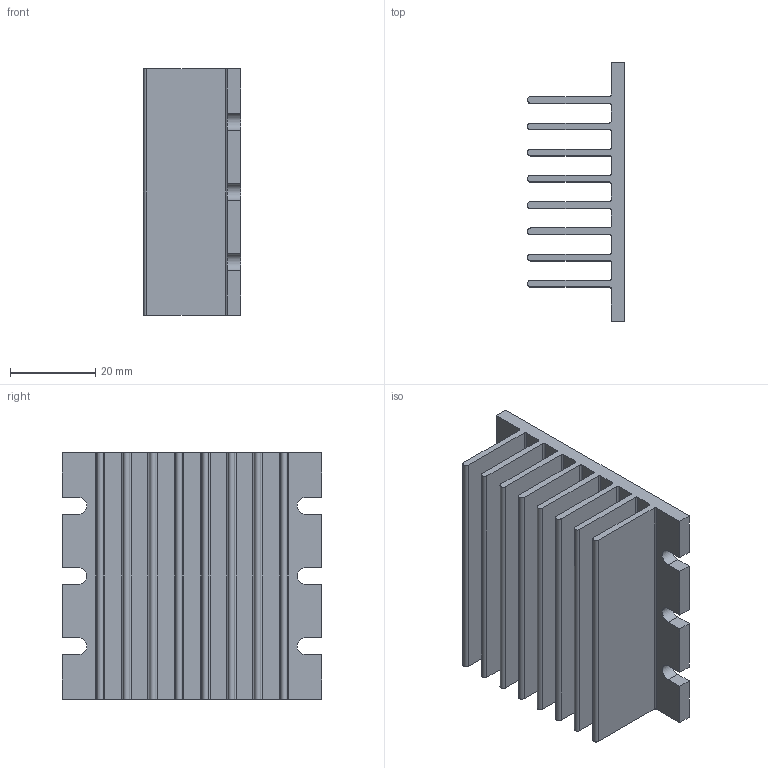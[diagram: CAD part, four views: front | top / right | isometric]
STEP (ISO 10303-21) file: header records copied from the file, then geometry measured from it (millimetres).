
FILE_DESCRIPTION (( 'STEP AP214' ), '1' );
FILE_NAME ('30191r3.STEP', '2011-06-30T14:54:27', ( 'Vicor User' ), ( 'Microsoft' ), 'SwSTEP 2.0', 'SolidWorks 2010', '' );
FILE_SCHEMA (( 'AUTOMOTIVE_DESIGN' ));
Length unit declared in the file: inch
Products named in the file (1): 30191r3
Bounding box: 22.86 x 60.96 x 57.91 mm (x, y, z)
Volume: 24616 mm3; surface area: 26011 mm2
Topology: 1 solids, 1 shells, 78 faces, 228 edges, 152 vertices
Faces by surface type: plane 48, cylinder 30
Entity records: 2632 total; most frequent: CARTESIAN_POINT 459, ORIENTED_EDGE 456, DIRECTION 446, EDGE_CURVE 228, VECTOR 168, LINE 168, VERTEX_POINT 152, AXIS2_PLACEMENT_3D 139
